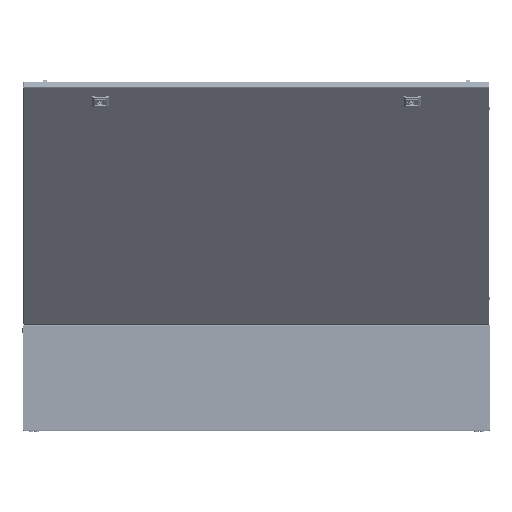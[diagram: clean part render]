
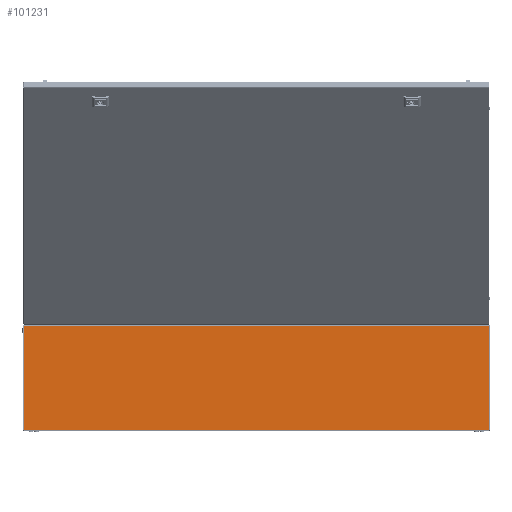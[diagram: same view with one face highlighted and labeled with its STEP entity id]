
A CAD part, front view. The second image highlights one B-rep face of the part: STEP entity #101231.
In plain terms, the highlighted planar face has unit normal (0, -1, 0).
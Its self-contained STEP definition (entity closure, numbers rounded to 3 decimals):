
#8359 = LINE ( 'NONE', #8460, #12107 ) ;
#8407 = LINE ( 'NONE', #8416, #12101 ) ;
#8416 = CARTESIAN_POINT ( 'NONE',  ( -598.5, -400., 1.5 ) ) ;
#8421 = DIRECTION ( 'NONE',  ( -1., 0., 0. ) ) ;
#8441 = LINE ( 'NONE', #8451, #12116 ) ;
#8451 = CARTESIAN_POINT ( 'NONE',  ( 597.793, -400., 270.5 ) ) ;
#8455 = DIRECTION ( 'NONE',  ( -1., 0., 0. ) ) ;
#8460 = CARTESIAN_POINT ( 'NONE',  ( -598.4, -400., 1.5 ) ) ;
#8472 = DIRECTION ( 'NONE',  ( 0., 0., 1. ) ) ;
#8477 = LINE ( 'NONE', #8485, #12122 ) ;
#8485 = CARTESIAN_POINT ( 'NONE',  ( 598.4, -400., 1.5 ) ) ;
#8490 = DIRECTION ( 'NONE',  ( 0., 0., 1. ) ) ;
#9730 = CARTESIAN_POINT ( 'NONE',  ( -598.4, -400., 270.5 ) ) ;
#9735 = CARTESIAN_POINT ( 'NONE',  ( -598.4, -400., 1.5 ) ) ;
#9754 = CARTESIAN_POINT ( 'NONE',  ( 598.4, -400., 270.5 ) ) ;
#9764 = CARTESIAN_POINT ( 'NONE',  ( 598.4, -400., 1.5 ) ) ;
#12101 = VECTOR ( 'NONE', #8421, 1000. ) ;
#12107 = VECTOR ( 'NONE', #8472, 1000. ) ;
#12116 = VECTOR ( 'NONE', #8455, 1000. ) ;
#12122 = VECTOR ( 'NONE', #8490, 1000. ) ;
#28228 = VERTEX_POINT ( 'NONE', #9730 ) ;
#28233 = VERTEX_POINT ( 'NONE', #9735 ) ;
#28253 = VERTEX_POINT ( 'NONE', #9754 ) ;
#28263 = VERTEX_POINT ( 'NONE', #9764 ) ;
#32417 = CARTESIAN_POINT ( 'NONE',  ( -598.5, -400., 272. ) ) ;
#32432 = FACE_OUTER_BOUND ( 'NONE', #149413, .T. ) ;
#32435 = PLANE ( 'NONE',  #85061 ) ;
#32447 = DIRECTION ( 'NONE',  ( 0., 1., 0. ) ) ;
#32451 = DIRECTION ( 'NONE',  ( 0., 0., 1. ) ) ;
#85061 = AXIS2_PLACEMENT_3D ( 'NONE', #32417, #32447, #32451 ) ;
#98773 = ORIENTED_EDGE ( 'NONE', *, *, #118577, .T. ) ;
#98774 = ORIENTED_EDGE ( 'NONE', *, *, #118578, .F. ) ;
#98775 = ORIENTED_EDGE ( 'NONE', *, *, #118575, .F. ) ;
#98776 = ORIENTED_EDGE ( 'NONE', *, *, #118579, .T. ) ;
#101231 = ADVANCED_FACE ( 'NONE', ( #32432 ), #32435, .F. ) ;
#118575 = EDGE_CURVE ( 'NONE', #28263, #28233, #8407, .T. ) ;
#118577 = EDGE_CURVE ( 'NONE', #28253, #28228, #8441, .T. ) ;
#118578 = EDGE_CURVE ( 'NONE', #28233, #28228, #8359, .T. ) ;
#118579 = EDGE_CURVE ( 'NONE', #28263, #28253, #8477, .T. ) ;
#149413 = EDGE_LOOP ( 'NONE', ( #98773, #98774, #98775, #98776 ) ) ;
